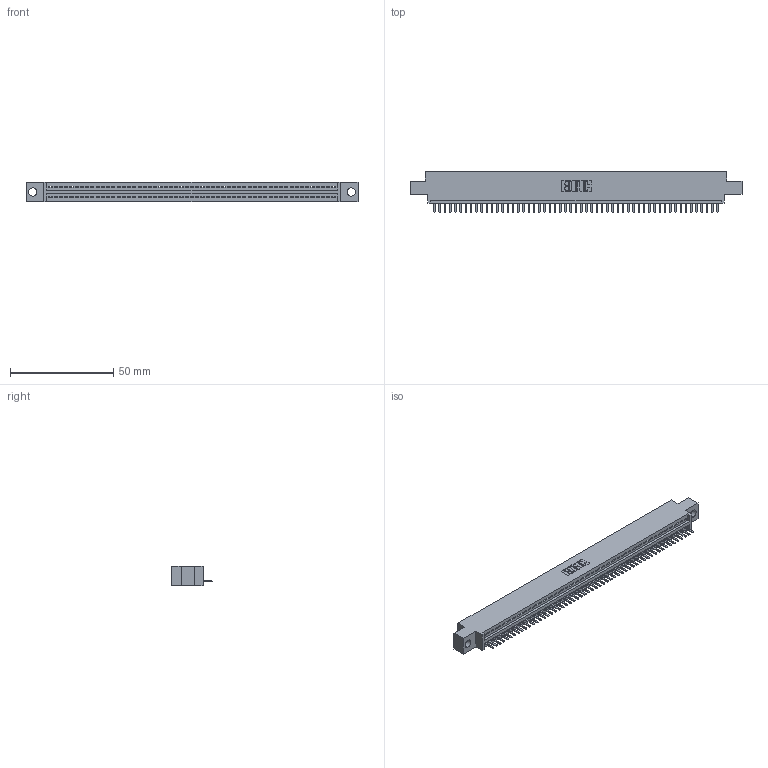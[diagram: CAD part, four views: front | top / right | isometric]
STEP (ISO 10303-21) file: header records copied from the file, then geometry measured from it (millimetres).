
FILE_DESCRIPTION (( 'STEP AP203' ), '1' );
FILE_NAME ('345-055-520-604.STEP', '2021-05-28T15:33:55', ( '' ), ( '' ), 'SwSTEP 2.0', 'SolidWorks 2020', '' );
FILE_SCHEMA (( 'CONFIG_CONTROL_DESIGN' ));
Length unit declared in the file: inch
Products named in the file (3): 345-292-001_345-293-120; 345 Part_0.170 Offset - 0.156 Dia-TI; 345-055-520-604
Assembly tree (56 placements, depth 2):
  345-055-520-604
    345 Part_0.170 Offset - 0.156 Dia-TI
    345-292-001_345-293-120  x55
Bounding box: 160.91 x 19.68 x 9.4 mm (x, y, z)
Volume: 15012.2 mm3; surface area: 19578.1 mm2
Topology: 56 solids, 56 shells, 3554 faces, 10509 edges, 6858 vertices
Faces by surface type: plane 2408, cylinder 1146
Entity records: 40309 total; most frequent: CARTESIAN_POINT 7003, ORIENTED_EDGE 6978, DIRECTION 6083, EDGE_CURVE 3489, LINE 3133, VECTOR 3133, VERTEX_POINT 2322, AXIS2_PLACEMENT_3D 1475
